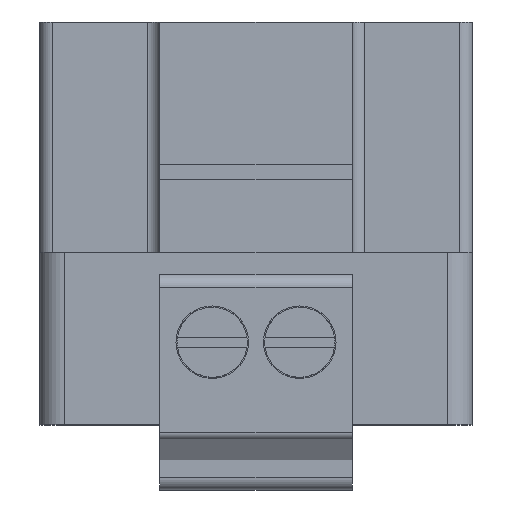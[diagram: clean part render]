
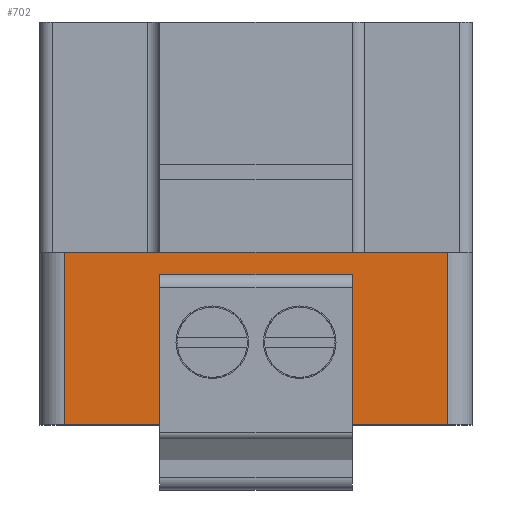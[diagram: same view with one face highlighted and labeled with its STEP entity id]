
A CAD part, top view. The second image highlights one B-rep face of the part: STEP entity #702.
In plain terms, the highlighted planar face has unit normal (0, 0, 1).
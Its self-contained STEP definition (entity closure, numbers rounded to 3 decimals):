
#142 = VERTEX_POINT('',#143);
#143 = CARTESIAN_POINT('',(-2.1,-14.9,5.8));
#149 = EDGE_CURVE('',#142,#150,#152,.T.);
#150 = VERTEX_POINT('',#151);
#151 = CARTESIAN_POINT('',(-2.1,-8.9,5.8));
#152 = LINE('',#153,#154);
#153 = CARTESIAN_POINT('',(-2.1,-8.,5.8));
#154 = VECTOR('',#155,1.);
#155 = DIRECTION('',(0.,1.,0.));
#307 = VERTEX_POINT('',#308);
#308 = CARTESIAN_POINT('',(5.6,-14.9,5.8));
#314 = EDGE_CURVE('',#307,#315,#317,.T.);
#315 = VERTEX_POINT('',#316);
#316 = CARTESIAN_POINT('',(5.6,-8.9,5.8));
#317 = LINE('',#318,#319);
#318 = CARTESIAN_POINT('',(5.6,-8.,5.8));
#319 = VECTOR('',#320,1.);
#320 = DIRECTION('',(0.,1.,0.));
#672 = VERTEX_POINT('',#673);
#673 = CARTESIAN_POINT('',(-5.9,-14.9,5.8));
#680 = EDGE_CURVE('',#142,#672,#681,.T.);
#681 = LINE('',#682,#683);
#682 = CARTESIAN_POINT('',(10.4,-14.9,5.8));
#683 = VECTOR('',#684,1.);
#684 = DIRECTION('',(-1.,0.,0.));
#702 = ADVANCED_FACE('',(#703),#760,.F.);
#703 = FACE_BOUND('',#704,.F.);
#704 = EDGE_LOOP('',(#705,#715,#723,#731,#739,#745,#746,#752,#753,#754)
);
#705 = ORIENTED_EDGE('',*,*,#706,.F.);
#706 = EDGE_CURVE('',#707,#709,#711,.T.);
#707 = VERTEX_POINT('',#708);
#708 = CARTESIAN_POINT('',(-2.1,-8.,5.8));
#709 = VERTEX_POINT('',#710);
#710 = CARTESIAN_POINT('',(-5.9,-8.,5.8));
#711 = LINE('',#712,#713);
#712 = CARTESIAN_POINT('',(10.4,-8.,5.8));
#713 = VECTOR('',#714,1.);
#714 = DIRECTION('',(-1.,0.,0.));
#715 = ORIENTED_EDGE('',*,*,#716,.T.);
#716 = EDGE_CURVE('',#707,#717,#719,.T.);
#717 = VERTEX_POINT('',#718);
#718 = CARTESIAN_POINT('',(5.6,-8.,5.8));
#719 = LINE('',#720,#721);
#720 = CARTESIAN_POINT('',(-2.1,-8.,5.8));
#721 = VECTOR('',#722,1.);
#722 = DIRECTION('',(1.,0.,0.));
#723 = ORIENTED_EDGE('',*,*,#724,.F.);
#724 = EDGE_CURVE('',#725,#717,#727,.T.);
#725 = VERTEX_POINT('',#726);
#726 = CARTESIAN_POINT('',(9.4,-8.,5.8));
#727 = LINE('',#728,#729);
#728 = CARTESIAN_POINT('',(10.4,-8.,5.8));
#729 = VECTOR('',#730,1.);
#730 = DIRECTION('',(-1.,0.,0.));
#731 = ORIENTED_EDGE('',*,*,#732,.T.);
#732 = EDGE_CURVE('',#725,#733,#735,.T.);
#733 = VERTEX_POINT('',#734);
#734 = CARTESIAN_POINT('',(9.4,-14.9,5.8));
#735 = LINE('',#736,#737);
#736 = CARTESIAN_POINT('',(9.4,-8.,5.8));
#737 = VECTOR('',#738,1.);
#738 = DIRECTION('',(0.,-1.,0.));
#739 = ORIENTED_EDGE('',*,*,#740,.T.);
#740 = EDGE_CURVE('',#733,#307,#741,.T.);
#741 = LINE('',#742,#743);
#742 = CARTESIAN_POINT('',(10.4,-14.9,5.8));
#743 = VECTOR('',#744,1.);
#744 = DIRECTION('',(-1.,0.,0.));
#745 = ORIENTED_EDGE('',*,*,#314,.T.);
#746 = ORIENTED_EDGE('',*,*,#747,.F.);
#747 = EDGE_CURVE('',#150,#315,#748,.T.);
#748 = LINE('',#749,#750);
#749 = CARTESIAN_POINT('',(-2.1,-8.9,5.8));
#750 = VECTOR('',#751,1.);
#751 = DIRECTION('',(1.,0.,0.));
#752 = ORIENTED_EDGE('',*,*,#149,.F.);
#753 = ORIENTED_EDGE('',*,*,#680,.T.);
#754 = ORIENTED_EDGE('',*,*,#755,.F.);
#755 = EDGE_CURVE('',#709,#672,#756,.T.);
#756 = LINE('',#757,#758);
#757 = CARTESIAN_POINT('',(-5.9,-8.,5.8));
#758 = VECTOR('',#759,1.);
#759 = DIRECTION('',(0.,-1.,0.));
#760 = PLANE('',#761);
#761 = AXIS2_PLACEMENT_3D('',#762,#763,#764);
#762 = CARTESIAN_POINT('',(10.4,-8.,5.8));
#763 = DIRECTION('',(0.,0.,-1.));
#764 = DIRECTION('',(-1.,0.,0.));
